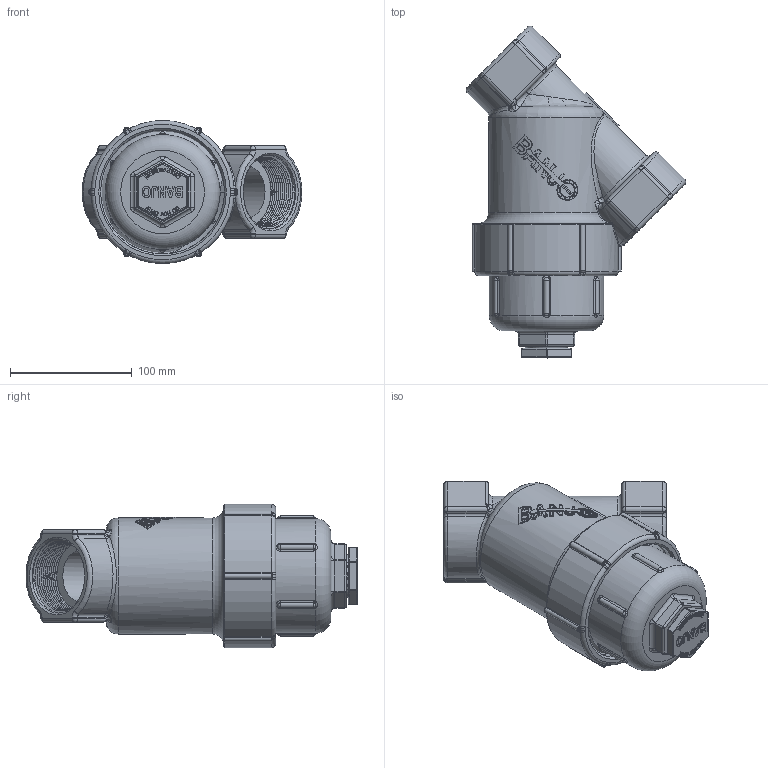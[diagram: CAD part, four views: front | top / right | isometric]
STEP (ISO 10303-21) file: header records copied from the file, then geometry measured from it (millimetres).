
FILE_DESCRIPTION(/* description */ ('2" LINE STRAINER-120 MESH SCREEN'),/* implementation_level */ '2;1');
FILE_NAME(/* name */ 'LS200-120.stp',/* time_stamp */ '2023-07-21T08:29:01-04:00',/* author */ ('MJC'),/* organization */ (''),/* preprocessor_version */ 'ST-DEVELOPER v18.1',/* originating_system */ 'Autodesk Inventor 2022',/* authorisation */ '');
FILE_SCHEMA (('AUTOMOTIVE_DESIGN { 1 0 10303 214 3 1 1 }'));
Length unit declared in the file: inch
Products named in the file (8): LS200-120; LS200-B; LS150-C; LS150XC; LSQ200-PL; LSQ200-R; LS150-G; LS2120
Assembly tree (7 placements, depth 3):
  LS200-120
    LS200-B
    LS150-C
      LS150XC
      LSQ200-PL
      LSQ200-R
    LS150-G
    LS2120
Bounding box: 180.17 x 272.3 x 117.47 mm (x, y, z)
Volume: 886941.9 mm3; surface area: 311328.3 mm2
Topology: 6 solids, 6 shells, 1766 faces, 4561 edges, 2895 vertices
Faces by surface type: plane 867, bspline 421, cylinder 277, torus 87, cone 62, sphere 52
Full cylindrical faces by diameter (mm): 4.762 x1, 19.05 x1, 33.401 x1, 43.18 x2, 55.626 x1, 60.452 x1, 66.04 x1, 67.716 x2, 76.2 x1, 79.502 x1, 82.728 x1, 85.852 x1, 86.233 x1, 91.567 x1, 94.038 x3, 94.717 x3, 101.6 x6
Entity records: 72562 total; most frequent: CARTESIAN_POINT 31822, ORIENTED_EDGE 9058, DIRECTION 7254, EDGE_CURVE 4529, VERTEX_POINT 2895, AXIS2_PLACEMENT_3D 2421, LINE 2412, VECTOR 2412
